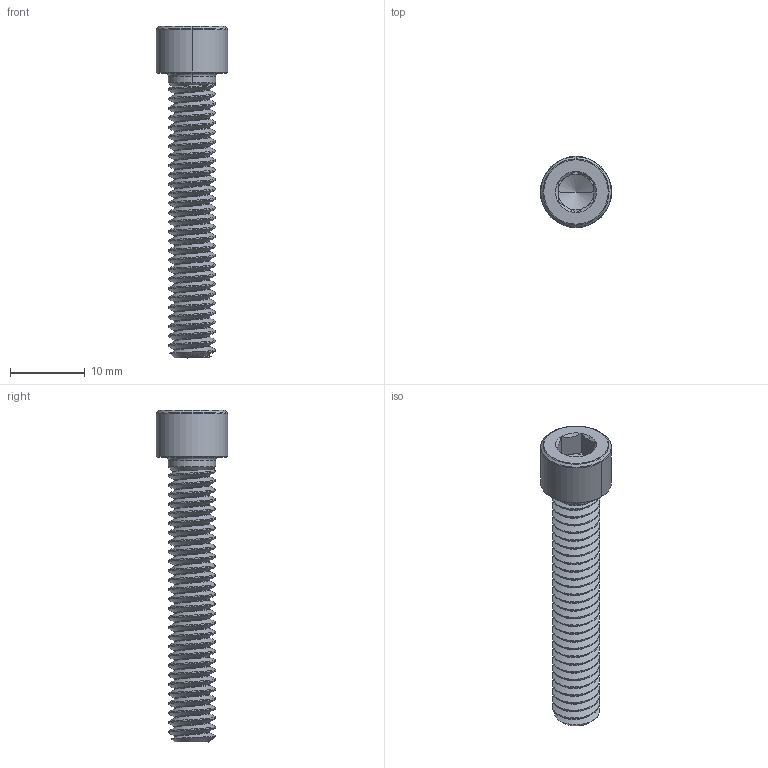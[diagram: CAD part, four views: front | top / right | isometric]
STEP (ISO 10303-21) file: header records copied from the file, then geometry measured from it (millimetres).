
FILE_DESCRIPTION (( 'STEP AP203' ), '1' );
FILE_NAME ('90044A123_Black-Oxide Alloy Steel Socket Head Screw.STEP', '2024-03-19T19:58:16', ( 'Administrator' ), ( 'Managed by Terraform' ), 'SwSTEP 2.0', 'SolidWorks 2017', '' );
FILE_SCHEMA (( 'CONFIG_CONTROL_DESIGN' ));
Length unit declared in the file: inch
Products named in the file (1): 90044A123_Black-Oxide Alloy Steel Socket Head Screw
Bounding box: 9.53 x 9.53 x 44.45 mm (x, y, z)
Volume: 1310.3 mm3; surface area: 1489.2 mm2
Topology: 1 solids, 1 shells, 106 faces, 274 edges, 170 vertices
Faces by surface type: cylinder 60, cone 20, plane 15, torus 6, bspline 5
Entity records: 12758 total; most frequent: CARTESIAN_POINT 10500, ORIENTED_EDGE 544, DIRECTION 378, EDGE_CURVE 272, VERTEX_POINT 170, AXIS2_PLACEMENT_3D 144, EDGE_LOOP 108, FACE_OUTER_BOUND 106
